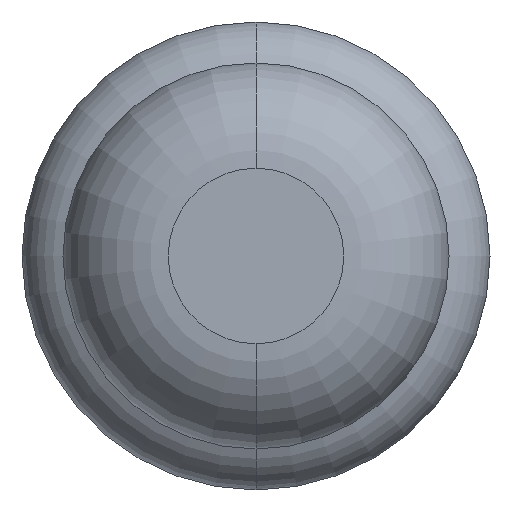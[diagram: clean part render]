
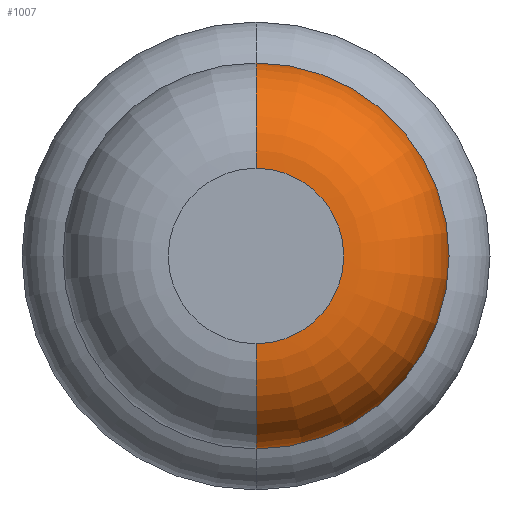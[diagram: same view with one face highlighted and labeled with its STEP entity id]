
A CAD part, front view. The second image highlights one B-rep face of the part: STEP entity #1007.
In plain terms, the highlighted toroidal (fillet/blend) face has major radius 0.375 mm and minor radius 0.45 mm.
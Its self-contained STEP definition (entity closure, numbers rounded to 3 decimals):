
#161 = DIRECTION ( 'NONE',  ( 0., 1., 0. ) ) ;
#400 = AXIS2_PLACEMENT_3D ( 'NONE', #2707, #1056, #1012 ) ;
#471 = CARTESIAN_POINT ( 'NONE',  ( 0., -27.4, 0.375 ) ) ;
#597 = ORIENTED_EDGE ( 'NONE', *, *, #2767, .F. ) ;
#694 = DIRECTION ( 'NONE',  ( 0., 0., 1. ) ) ;
#763 = AXIS2_PLACEMENT_3D ( 'NONE', #3360, #2024, #694 ) ;
#774 = EDGE_CURVE ( 'NONE', #1497, #4217, #2567, .T. ) ;
#798 = EDGE_CURVE ( 'NONE', #2751, #3808, #3585, .T. ) ;
#900 = AXIS2_PLACEMENT_3D ( 'NONE', #3466, #3420, #2432 ) ;
#1007 = ADVANCED_FACE ( 'Defeature ausgef�hrt1_8', ( #2835 ), #1090, .T. ) ;
#1012 = DIRECTION ( 'NONE',  ( 0., 0., -1. ) ) ;
#1022 = EDGE_LOOP ( 'NONE', ( #1927, #1278, #597, #2123 ) ) ;
#1056 = DIRECTION ( 'NONE',  ( 1., 0., 0. ) ) ;
#1090 = TOROIDAL_SURFACE ( 'NONE', #1977, 0.375, 0.45 ) ;
#1161 = CARTESIAN_POINT ( 'NONE',  ( 0., -26.95, 0.825 ) ) ;
#1199 = CARTESIAN_POINT ( 'NONE',  ( 0., -26.95, 0. ) ) ;
#1207 = CIRCLE ( 'NONE', #900, 0.825 ) ;
#1278 = ORIENTED_EDGE ( 'NONE', *, *, #798, .T. ) ;
#1497 = VERTEX_POINT ( 'NONE', #471 ) ;
#1807 = DIRECTION ( 'NONE',  ( 0., 0., 1. ) ) ;
#1927 = ORIENTED_EDGE ( 'NONE', *, *, #2105, .T. ) ;
#1977 = AXIS2_PLACEMENT_3D ( 'NONE', #1199, #161, #1807 ) ;
#2024 = DIRECTION ( 'NONE',  ( 0., 1., 0. ) ) ;
#2105 = EDGE_CURVE ( 'Defeature ausgef�hrt1_8+Defeature ausgef�hrt1_7+Defeature ausgef�hrt1_7+Defeature ausgef�hrt1_7', #1497, #2751, #4301, .T. ) ;
#2123 = ORIENTED_EDGE ( 'NONE', *, *, #774, .F. ) ;
#2432 = DIRECTION ( 'NONE',  ( 0., 0., 1. ) ) ;
#2567 = CIRCLE ( 'NONE', #3485, 0.45 ) ;
#2672 = DIRECTION ( 'NONE',  ( 0., 0., 1. ) ) ;
#2707 = CARTESIAN_POINT ( 'NONE',  ( 0., -26.95, -0.375 ) ) ;
#2733 = CARTESIAN_POINT ( 'NONE',  ( 0., -26.95, 0.375 ) ) ;
#2751 = VERTEX_POINT ( 'NONE', #3159 ) ;
#2767 = EDGE_CURVE ( 'Defeature ausgef�hrt1_9+Defeature ausgef�hrt1_8+Defeature ausgef�hrt1_8+Defeature ausgef�hrt1_8', #4217, #3808, #1207, .T. ) ;
#2796 = CARTESIAN_POINT ( 'NONE',  ( 0., -26.95, -0.825 ) ) ;
#2835 = FACE_OUTER_BOUND ( 'NONE', #1022, .T. ) ;
#3159 = CARTESIAN_POINT ( 'NONE',  ( 0., -27.4, -0.375 ) ) ;
#3360 = CARTESIAN_POINT ( 'NONE',  ( 0., -27.4, 0. ) ) ;
#3420 = DIRECTION ( 'NONE',  ( 0., 1., 0. ) ) ;
#3466 = CARTESIAN_POINT ( 'NONE',  ( 0., -26.95, 0. ) ) ;
#3485 = AXIS2_PLACEMENT_3D ( 'NONE', #2733, #4391, #2672 ) ;
#3585 = CIRCLE ( 'NONE', #400, 0.45 ) ;
#3808 = VERTEX_POINT ( 'NONE', #2796 ) ;
#4217 = VERTEX_POINT ( 'NONE', #1161 ) ;
#4301 = CIRCLE ( 'NONE', #763, 0.375 ) ;
#4391 = DIRECTION ( 'NONE',  ( -1., 0., 0. ) ) ;
